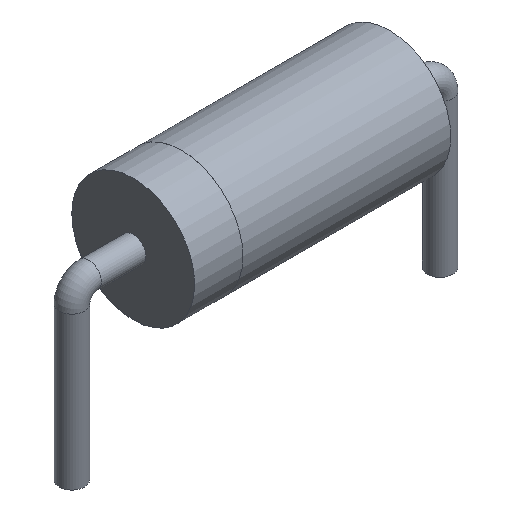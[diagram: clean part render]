
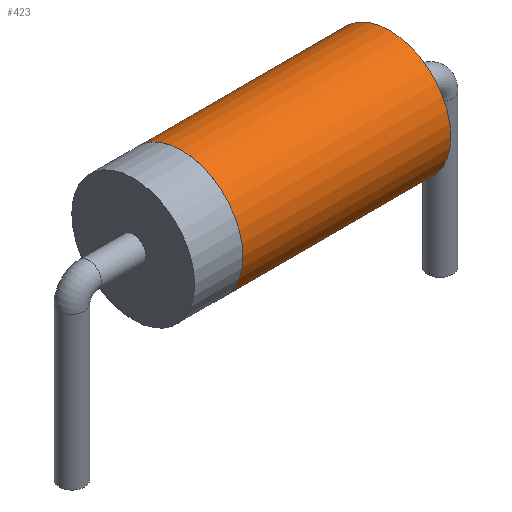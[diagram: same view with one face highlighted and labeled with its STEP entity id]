
A CAD part, isometric view. The second image highlights one B-rep face of the part: STEP entity #423.
In plain terms, the highlighted cylindrical face has radius 1.27 mm (diameter 2.54 mm), a full revolution.
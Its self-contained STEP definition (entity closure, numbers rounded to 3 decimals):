
#423 = ADVANCED_FACE('',(#424),#437,.T.);
#424 = FACE_BOUND('',#425,.F.);
#425 = EDGE_LOOP('',(#426,#460,#483,#510));
#426 = ORIENTED_EDGE('',*,*,#427,.F.);
#427 = EDGE_CURVE('',#428,#428,#430,.T.);
#428 = VERTEX_POINT('',#429);
#429 = CARTESIAN_POINT('',(1.27,0.,1.));
#430 = SURFACE_CURVE('',#431,(#436,#448),.PCURVE_S1.);
#431 = CIRCLE('',#432,1.27);
#432 = AXIS2_PLACEMENT_3D('',#433,#434,#435);
#433 = CARTESIAN_POINT('',(0.,0.,1.));
#434 = DIRECTION('',(0.,0.,1.));
#435 = DIRECTION('',(1.,0.,0.));
#436 = PCURVE('',#437,#442);
#437 = CYLINDRICAL_SURFACE('',#438,1.27);
#438 = AXIS2_PLACEMENT_3D('',#439,#440,#441);
#439 = CARTESIAN_POINT('',(0.,0.,0.));
#440 = DIRECTION('',(0.,0.,-1.));
#441 = DIRECTION('',(1.,0.,0.));
#442 = DEFINITIONAL_REPRESENTATION('',(#443),#447);
#443 = LINE('',#444,#445);
#444 = CARTESIAN_POINT('',(0.,-1.));
#445 = VECTOR('',#446,1.);
#446 = DIRECTION('',(-1.,0.));
#447 = ( GEOMETRIC_REPRESENTATION_CONTEXT(2) 
PARAMETRIC_REPRESENTATION_CONTEXT() REPRESENTATION_CONTEXT('2D SPACE',''
  ) );
#448 = PCURVE('',#449,#454);
#449 = PLANE('',#450);
#450 = AXIS2_PLACEMENT_3D('',#451,#452,#453);
#451 = CARTESIAN_POINT('',(0.,0.,1.));
#452 = DIRECTION('',(0.,0.,1.));
#453 = DIRECTION('',(0.,1.,0.));
#454 = DEFINITIONAL_REPRESENTATION('',(#455),#459);
#455 = CIRCLE('',#456,1.27);
#456 = AXIS2_PLACEMENT_2D('',#457,#458);
#457 = CARTESIAN_POINT('',(0.,0.));
#458 = DIRECTION('',(0.,-1.));
#459 = ( GEOMETRIC_REPRESENTATION_CONTEXT(2) 
PARAMETRIC_REPRESENTATION_CONTEXT() REPRESENTATION_CONTEXT('2D SPACE',''
  ) );
#460 = ORIENTED_EDGE('',*,*,#461,.T.);
#461 = EDGE_CURVE('',#428,#462,#464,.T.);
#462 = VERTEX_POINT('',#463);
#463 = CARTESIAN_POINT('',(1.27,0.,5.3));
#464 = SEAM_CURVE('',#465,(#469,#476),.PCURVE_S1.);
#465 = LINE('',#466,#467);
#466 = CARTESIAN_POINT('',(1.27,0.,0.)
  );
#467 = VECTOR('',#468,1.);
#468 = DIRECTION('',(0.,0.,1.));
#469 = PCURVE('',#437,#470);
#470 = DEFINITIONAL_REPRESENTATION('',(#471),#475);
#471 = LINE('',#472,#473);
#472 = CARTESIAN_POINT('',(-6.283,0.));
#473 = VECTOR('',#474,1.);
#474 = DIRECTION('',(-0.,-1.));
#475 = ( GEOMETRIC_REPRESENTATION_CONTEXT(2) 
PARAMETRIC_REPRESENTATION_CONTEXT() REPRESENTATION_CONTEXT('2D SPACE',''
  ) );
#476 = PCURVE('',#437,#477);
#477 = DEFINITIONAL_REPRESENTATION('',(#478),#482);
#478 = LINE('',#479,#480);
#479 = CARTESIAN_POINT('',(-0.,0.));
#480 = VECTOR('',#481,1.);
#481 = DIRECTION('',(-0.,-1.));
#482 = ( GEOMETRIC_REPRESENTATION_CONTEXT(2) 
PARAMETRIC_REPRESENTATION_CONTEXT() REPRESENTATION_CONTEXT('2D SPACE',''
  ) );
#483 = ORIENTED_EDGE('',*,*,#484,.T.);
#484 = EDGE_CURVE('',#462,#462,#485,.T.);
#485 = SURFACE_CURVE('',#486,(#491,#498),.PCURVE_S1.);
#486 = CIRCLE('',#487,1.27);
#487 = AXIS2_PLACEMENT_3D('',#488,#489,#490);
#488 = CARTESIAN_POINT('',(0.,0.,5.3));
#489 = DIRECTION('',(0.,0.,1.));
#490 = DIRECTION('',(1.,0.,0.));
#491 = PCURVE('',#437,#492);
#492 = DEFINITIONAL_REPRESENTATION('',(#493),#497);
#493 = LINE('',#494,#495);
#494 = CARTESIAN_POINT('',(-0.,-5.3));
#495 = VECTOR('',#496,1.);
#496 = DIRECTION('',(-1.,0.));
#497 = ( GEOMETRIC_REPRESENTATION_CONTEXT(2) 
PARAMETRIC_REPRESENTATION_CONTEXT() REPRESENTATION_CONTEXT('2D SPACE',''
  ) );
#498 = PCURVE('',#499,#504);
#499 = PLANE('',#500);
#500 = AXIS2_PLACEMENT_3D('',#501,#502,#503);
#501 = CARTESIAN_POINT('',(0.,0.,5.3));
#502 = DIRECTION('',(0.,0.,1.));
#503 = DIRECTION('',(0.,1.,0.));
#504 = DEFINITIONAL_REPRESENTATION('',(#505),#509);
#505 = CIRCLE('',#506,1.27);
#506 = AXIS2_PLACEMENT_2D('',#507,#508);
#507 = CARTESIAN_POINT('',(0.,0.));
#508 = DIRECTION('',(0.,-1.));
#509 = ( GEOMETRIC_REPRESENTATION_CONTEXT(2) 
PARAMETRIC_REPRESENTATION_CONTEXT() REPRESENTATION_CONTEXT('2D SPACE',''
  ) );
#510 = ORIENTED_EDGE('',*,*,#461,.F.);
